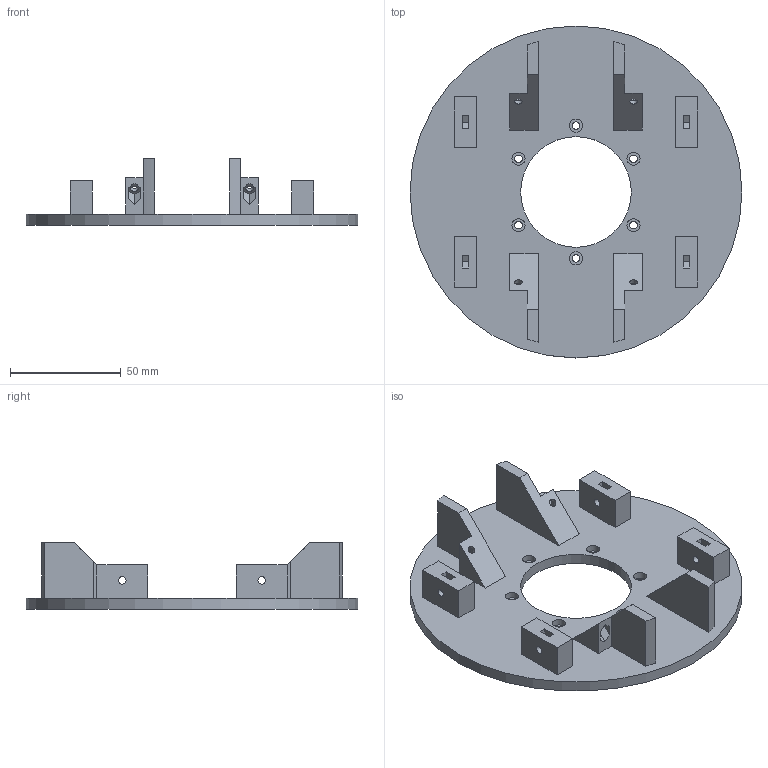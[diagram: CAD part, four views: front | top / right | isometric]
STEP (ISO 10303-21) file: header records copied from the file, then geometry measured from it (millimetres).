
FILE_DESCRIPTION(('FreeCAD Model'),'2;1');
FILE_NAME('Open CASCADE Shape Model','2025-04-17T17:35:46',(''),(''), 'Open CASCADE STEP processor 7.8','FreeCAD','Unknown');
FILE_SCHEMA(('AUTOMOTIVE_DESIGN { 1 0 10303 214 1 1 1 1 }'));
Length unit declared in the file: millimetre
Products named in the file (1): Art1Top_1
Bounding box: 150 x 150 x 30 mm (x, y, z)
Volume: 107939 mm3; surface area: 46774.9 mm2
Topology: 1 solids, 1 shells, 136 faces, 333 edges, 222 vertices
Faces by surface type: plane 105, cylinder 31
Full cylindrical faces by diameter (mm): 3.4 x18, 5.9 x6, 10 x1, 50 x1, 150 x1
Entity records: 4077 total; most frequent: CARTESIAN_POINT 692, DIRECTION 669, ORIENTED_EDGE 666, EDGE_CURVE 333, LINE 271, VECTOR 271, VERTEX_POINT 222, AXIS2_PLACEMENT_3D 199
